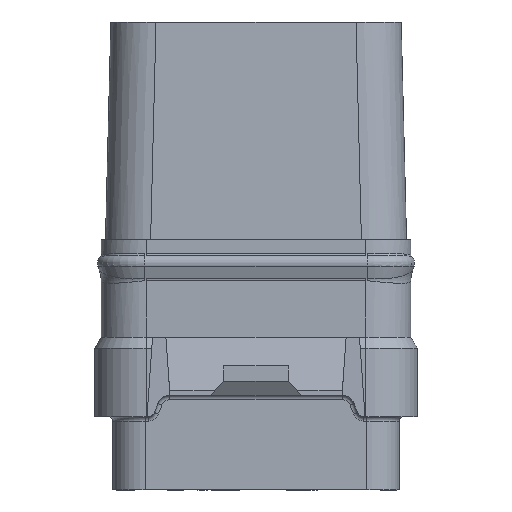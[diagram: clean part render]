
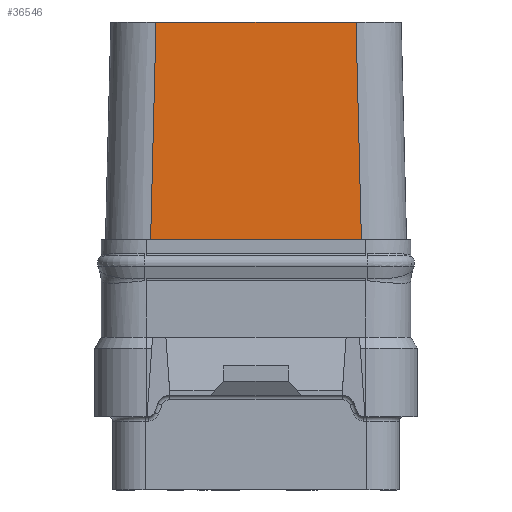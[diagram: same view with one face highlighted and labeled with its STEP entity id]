
A CAD part, front view. The second image highlights one B-rep face of the part: STEP entity #36546.
In plain terms, the highlighted planar face has unit normal (0, -1, 0.025).
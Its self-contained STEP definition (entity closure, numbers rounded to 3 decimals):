
#19=DIRECTION('',(1.,0.,0.));
#20=VECTOR('',#19,9.8);
#21=CARTESIAN_POINT('',(-4.9,-6.,0.));
#22=LINE('',#21,#20);
#5585=DIRECTION('',(1.,0.,0.));
#5586=VECTOR('',#5585,9.3);
#5587=CARTESIAN_POINT('',(-4.65,-5.75,10.12));
#5588=LINE('',#5587,#5586);
#7012=DIRECTION('',(-0.025,0.025,0.999));
#7013=VECTOR('',#7012,10.126);
#7014=CARTESIAN_POINT('',(4.9,-6.,0.));
#7015=LINE('',#7014,#7013);
#7016=DIRECTION('',(0.025,0.025,0.999));
#7017=VECTOR('',#7016,10.126);
#7018=CARTESIAN_POINT('',(-4.9,-6.,0.));
#7019=LINE('',#7018,#7017);
#21105=CARTESIAN_POINT('',(-4.65,-5.75,10.12));
#21106=VERTEX_POINT('',#21105);
#21107=CARTESIAN_POINT('',(4.65,-5.75,10.12));
#21108=VERTEX_POINT('',#21107);
#21121=CARTESIAN_POINT('',(-4.9,-6.,0.));
#21122=VERTEX_POINT('',#21121);
#21123=CARTESIAN_POINT('',(4.9,-6.,0.));
#21124=VERTEX_POINT('',#21123);
#36534=CARTESIAN_POINT('',(0.,-5.875,5.06));
#36535=DIRECTION('',(0.,-1.,0.025));
#36536=DIRECTION('',(1.,0.,0.));
#36537=AXIS2_PLACEMENT_3D('',#36534,#36535,#36536);
#36538=PLANE('',#36537);
#36539=ORIENTED_EDGE('',*,*,#26847,.F.);
#36541=ORIENTED_EDGE('',*,*,#36540,.T.);
#36542=ORIENTED_EDGE('',*,*,#35572,.T.);
#36543=ORIENTED_EDGE('',*,*,#36527,.F.);
#36544=EDGE_LOOP('',(#36539,#36541,#36542,#36543));
#36545=FACE_OUTER_BOUND('',#36544,.F.);
#36546=ADVANCED_FACE('',(#36545),#36538,.T.);
#26847=EDGE_CURVE('',#21122,#21124,#22,.T.);
#35572=EDGE_CURVE('',#21106,#21108,#5588,.T.);
#36527=EDGE_CURVE('',#21124,#21108,#7015,.T.);
#36540=EDGE_CURVE('',#21122,#21106,#7019,.T.);
